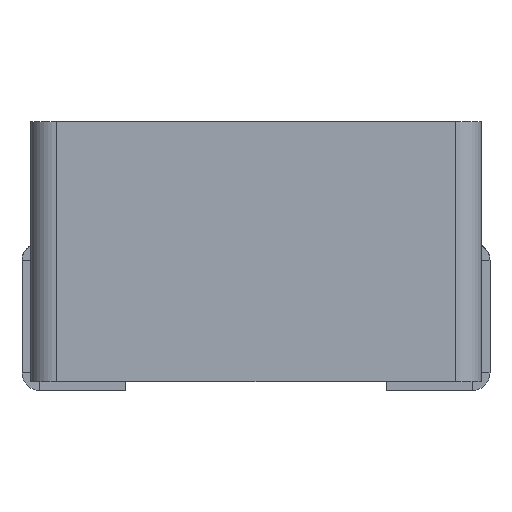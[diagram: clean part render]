
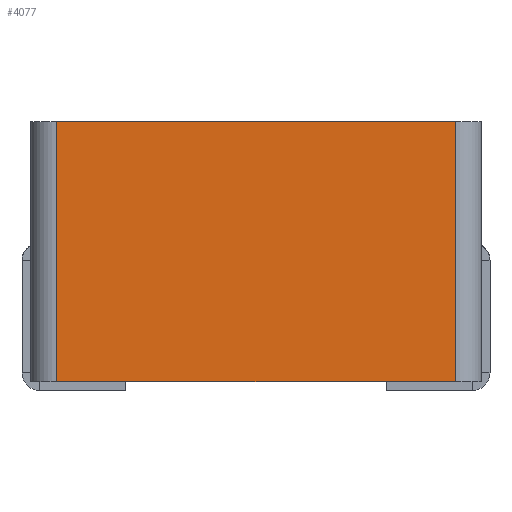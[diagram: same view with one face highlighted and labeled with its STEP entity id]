
A CAD part, front view. The second image highlights one B-rep face of the part: STEP entity #4077.
In plain terms, the highlighted planar face has unit normal (0, -1, 0).
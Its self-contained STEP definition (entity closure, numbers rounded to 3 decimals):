
#19 = FACE_OUTER_BOUND ( 'NONE', #323, .T. ) ;
#82 = LINE ( 'NONE', #5140, #2397 ) ;
#89 = DIRECTION ( 'NONE',  ( 0., 1., 0. ) ) ;
#122 = DIRECTION ( 'NONE',  ( 1., 0., 0. ) ) ;
#272 = EDGE_CURVE ( 'NONE', #3764, #4027, #4945, .T. ) ;
#323 = EDGE_LOOP ( 'NONE', ( #4349, #2022, #3747, #4114 ) ) ;
#347 = DIRECTION ( 'NONE',  ( 1., 0., 0. ) ) ;
#448 = CARTESIAN_POINT ( 'NONE',  ( 2.3, -2.6, 0.1 ) ) ;
#547 = CARTESIAN_POINT ( 'NONE',  ( -2.3, -2.6, 0.1 ) ) ;
#1156 = EDGE_CURVE ( 'NONE', #4027, #6247, #82, .T. ) ;
#1190 = LINE ( 'NONE', #1283, #5535 ) ;
#1283 = CARTESIAN_POINT ( 'NONE',  ( -2.3, -2.6, 3.1 ) ) ;
#1572 = CARTESIAN_POINT ( 'NONE',  ( -2.6, -2.6, 3.1 ) ) ;
#2022 = ORIENTED_EDGE ( 'NONE', *, *, #1156, .T. ) ;
#2048 = DIRECTION ( 'NONE',  ( 1., 0., 0. ) ) ;
#2238 = CARTESIAN_POINT ( 'NONE',  ( 2.3, -2.6, 3.1 ) ) ;
#2397 = VECTOR ( 'NONE', #3667, 1000. ) ;
#2623 = PLANE ( 'NONE',  #6522 ) ;
#2785 = EDGE_CURVE ( 'NONE', #6113, #3764, #1190, .T. ) ;
#2830 = CARTESIAN_POINT ( 'NONE',  ( -2.6, -2.6, 0.1 ) ) ;
#3125 = VECTOR ( 'NONE', #122, 1000. ) ;
#3596 = LINE ( 'NONE', #1572, #3125 ) ;
#3636 = CARTESIAN_POINT ( 'NONE',  ( -2.6, -2.6, 3.1 ) ) ;
#3667 = DIRECTION ( 'NONE',  ( 0., 0., 1. ) ) ;
#3747 = ORIENTED_EDGE ( 'NONE', *, *, #5358, .F. ) ;
#3764 = VERTEX_POINT ( 'NONE', #547 ) ;
#3839 = VECTOR ( 'NONE', #347, 1000. ) ;
#4027 = VERTEX_POINT ( 'NONE', #448 ) ;
#4077 = ADVANCED_FACE ( 'NONE', ( #19 ), #2623, .F. ) ;
#4114 = ORIENTED_EDGE ( 'NONE', *, *, #2785, .T. ) ;
#4349 = ORIENTED_EDGE ( 'NONE', *, *, #272, .T. ) ;
#4896 = CARTESIAN_POINT ( 'NONE',  ( -2.3, -2.6, 3.1 ) ) ;
#4945 = LINE ( 'NONE', #2830, #3839 ) ;
#5140 = CARTESIAN_POINT ( 'NONE',  ( 2.3, -2.6, 3.1 ) ) ;
#5358 = EDGE_CURVE ( 'NONE', #6113, #6247, #3596, .T. ) ;
#5535 = VECTOR ( 'NONE', #6370, 1000. ) ;
#6113 = VERTEX_POINT ( 'NONE', #4896 ) ;
#6247 = VERTEX_POINT ( 'NONE', #2238 ) ;
#6370 = DIRECTION ( 'NONE',  ( 0., 0., -1. ) ) ;
#6522 = AXIS2_PLACEMENT_3D ( 'NONE', #3636, #89, #2048 ) ;
